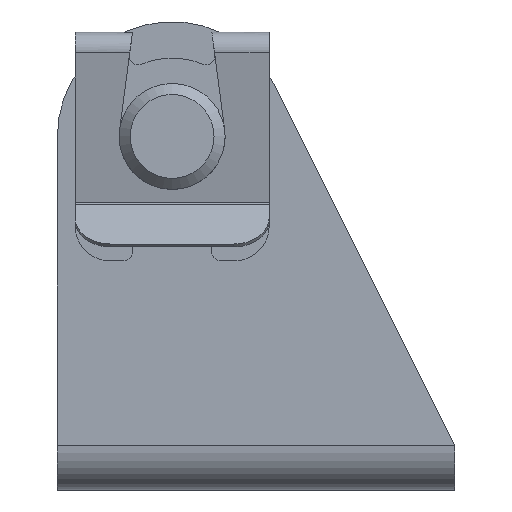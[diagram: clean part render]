
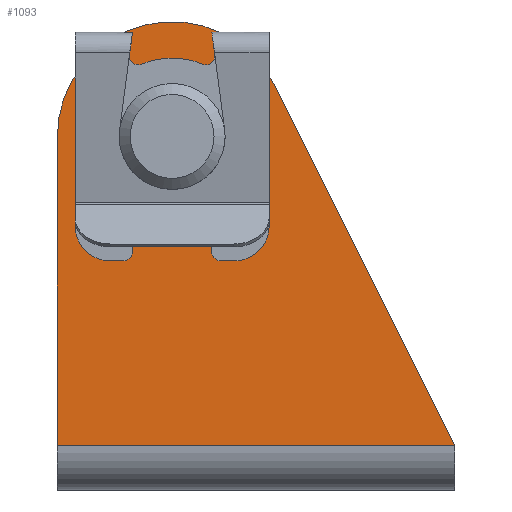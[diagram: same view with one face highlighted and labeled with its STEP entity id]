
A CAD part, top view. The second image highlights one B-rep face of the part: STEP entity #1093.
In plain terms, the highlighted planar face has unit normal (0, 0, 1).
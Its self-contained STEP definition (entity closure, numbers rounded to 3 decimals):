
#82=LINE('',#1696,#170);
#83=LINE('',#1699,#171);
#84=LINE('',#1703,#172);
#170=VECTOR('',#1338,1000.);
#171=VECTOR('',#1339,1000.);
#172=VECTOR('',#1342,1000.);
#258=ORIENTED_EDGE('',*,*,#566,.F.);
#259=ORIENTED_EDGE('',*,*,#567,.F.);
#260=ORIENTED_EDGE('',*,*,#568,.T.);
#261=ORIENTED_EDGE('',*,*,#569,.T.);
#262=ORIENTED_EDGE('',*,*,#570,.T.);
#566=EDGE_CURVE('',#720,#720,#828,.F.);
#567=EDGE_CURVE('',#721,#722,#82,.T.);
#568=EDGE_CURVE('',#721,#723,#83,.T.);
#569=EDGE_CURVE('',#723,#724,#829,.F.);
#570=EDGE_CURVE('',#724,#722,#84,.T.);
#720=VERTEX_POINT('',#1695);
#721=VERTEX_POINT('',#1697);
#722=VERTEX_POINT('',#1698);
#723=VERTEX_POINT('',#1700);
#724=VERTEX_POINT('',#1702);
#828=CIRCLE('',#1198,6.);
#829=CIRCLE('',#1199,13.);
#886=EDGE_LOOP('',(#258));
#887=EDGE_LOOP('',(#259,#260,#261,#262));
#974=FACE_BOUND('',#886,.T.);
#975=FACE_BOUND('',#887,.T.);
#1062=PLANE('',#1197);
#1093=ADVANCED_FACE('',(#974,#975),#1062,.F.);
#1197=AXIS2_PLACEMENT_3D('',#1693,#1334,#1335);
#1198=AXIS2_PLACEMENT_3D('',#1694,#1336,#1337);
#1199=AXIS2_PLACEMENT_3D('',#1701,#1340,#1341);
#1334=DIRECTION('',(0.,0.,-1.));
#1335=DIRECTION('',(-1.,0.,0.));
#1336=DIRECTION('',(0.,0.,-1.));
#1337=DIRECTION('',(-1.,0.,0.));
#1338=DIRECTION('',(-1.,0.,0.));
#1339=DIRECTION('',(-0.447,0.895,0.));
#1340=DIRECTION('',(0.,0.,-1.));
#1341=DIRECTION('',(-1.,0.,0.));
#1342=DIRECTION('',(0.,-1.,0.));
#1693=CARTESIAN_POINT('',(45.,53.,14.05));
#1694=CARTESIAN_POINT('',(13.,40.,14.05));
#1695=CARTESIAN_POINT('',(7.,40.,14.05));
#1696=CARTESIAN_POINT('',(45.,5.,14.05));
#1697=CARTESIAN_POINT('',(45.,5.,14.05));
#1698=CARTESIAN_POINT('',(0.,5.,14.05));
#1699=CARTESIAN_POINT('',(25.819,43.426,14.05));
#1700=CARTESIAN_POINT('',(24.631,45.806,14.05));
#1701=CARTESIAN_POINT('',(13.,40.,14.05));
#1702=CARTESIAN_POINT('',(0.,40.,14.05));
#1703=CARTESIAN_POINT('',(0.,53.,14.05));
